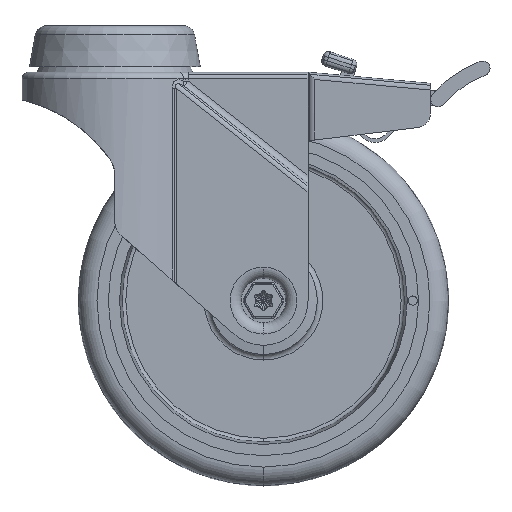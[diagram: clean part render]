
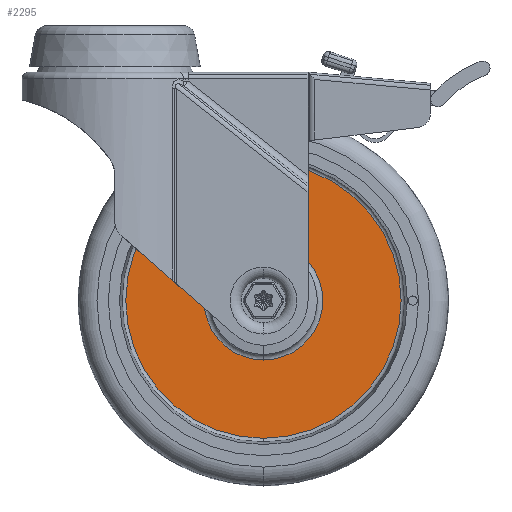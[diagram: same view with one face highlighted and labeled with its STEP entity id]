
A CAD part, front view. The second image highlights one B-rep face of the part: STEP entity #2295.
In plain terms, the highlighted planar face has unit normal (0, -1, 0).
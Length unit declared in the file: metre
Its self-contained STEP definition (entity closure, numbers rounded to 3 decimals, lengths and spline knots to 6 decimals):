
#2295=ADVANCED_FACE('',(#3537,#3538),#3539,.T.);
#3537=FACE_OUTER_BOUND('',#6173,.T.);
#3538=FACE_BOUND('',#6174,.T.);
#3539=PLANE('',#6175);
#6173=EDGE_LOOP('',(#17386,#17387));
#6174=EDGE_LOOP('',(#17388,#17389));
#6175=AXIS2_PLACEMENT_3D('',#17390,#17391,#17392);
#17386=ORIENTED_EDGE('',*,*,#20425,.F.);
#17387=ORIENTED_EDGE('',*,*,#20365,.F.);
#17388=ORIENTED_EDGE('',*,*,#20424,.T.);
#17389=ORIENTED_EDGE('',*,*,#20370,.T.);
#17390=CARTESIAN_POINT('',(0.0,-0.002,0.026536));
#17391=DIRECTION('',(0.0,-1.0,0.));
#17392=DIRECTION('',(0.0,0.,-1.0));
#20365=EDGE_CURVE('',#22736,#22738,#22739,.T.);
#20370=EDGE_CURVE('',#22742,#22746,#22748,.T.);
#20424=EDGE_CURVE('',#22746,#22742,#22832,.T.);
#20425=EDGE_CURVE('',#22738,#22736,#22833,.T.);
#22736=VERTEX_POINT('',#26777);
#22738=VERTEX_POINT('',#26779);
#22739=CIRCLE('',#26780,0.037072);
#22742=VERTEX_POINT('',#26783);
#22746=VERTEX_POINT('',#26787);
#22748=CIRCLE('',#26789,0.016);
#22832=CIRCLE('',#26891,0.016);
#22833=CIRCLE('',#26892,0.037072);
#26777=CARTESIAN_POINT('',(0.,-0.002,-0.037072));
#26779=CARTESIAN_POINT('',(0.0,-0.002,0.037072));
#26780=AXIS2_PLACEMENT_3D('',#38969,#38970,#38971);
#26783=CARTESIAN_POINT('',(0.,-0.002,-0.016));
#26787=CARTESIAN_POINT('',(0.0,-0.002,0.016));
#26789=AXIS2_PLACEMENT_3D('',#38984,#38985,#38986);
#26891=AXIS2_PLACEMENT_3D('',#39110,#39111,#39112);
#26892=AXIS2_PLACEMENT_3D('',#39113,#39114,#39115);
#38969=CARTESIAN_POINT('',(0.0,-0.002,0.0));
#38970=DIRECTION('',(0.0,1.0,0.0));
#38971=DIRECTION('',(0.0,0.0,1.0));
#38984=CARTESIAN_POINT('',(0.0,-0.002,0.0));
#38985=DIRECTION('',(0.0,1.0,0.0));
#38986=DIRECTION('',(0.0,0.0,1.0));
#39110=CARTESIAN_POINT('',(0.0,-0.002,0.0));
#39111=DIRECTION('',(0.0,1.0,0.0));
#39112=DIRECTION('',(0.0,0.0,1.0));
#39113=CARTESIAN_POINT('',(0.0,-0.002,0.0));
#39114=DIRECTION('',(0.0,1.0,0.0));
#39115=DIRECTION('',(0.0,0.0,1.0));
